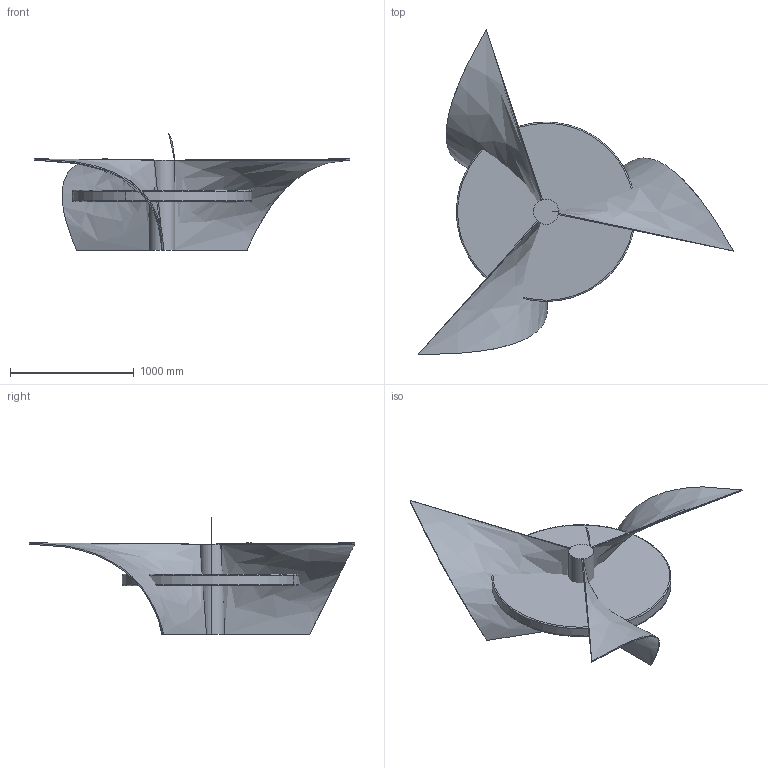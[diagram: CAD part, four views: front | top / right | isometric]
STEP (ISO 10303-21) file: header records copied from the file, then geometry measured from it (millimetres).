
FILE_DESCRIPTION(/* description */ (''),/* implementation_level */ '2;1');
FILE_NAME(/* name */ 'PropellerBench',/* time_stamp */ '2015-05-06T23:26:05-07:00',/* author */ (''),/* organization */ (''),/* preprocessor_version */ 'ST-DEVELOPER v15',/* originating_system */ '',/* authorisation */ '');
FILE_SCHEMA (('AUTOMOTIVE_DESIGN'));
Length unit declared in the file: centimetre
Products named in the file (1): Document
Bounding box: 2556.56 x 2633.36 x 944.03 mm (x, y, z)
Volume: 204915847.7 mm3; surface area: 10055686.7 mm2
Topology: 5 solids, 6 shells, 31 faces, 59 edges, 38 vertices
Faces by surface type: bspline 27, plane 4
Entity records: 2578 total; most frequent: CARTESIAN_POINT 2157, ORIENTED_EDGE 116, EDGE_CURVE 59, B_SPLINE_CURVE_WITH_KNOTS 39, VERTEX_POINT 38, ADVANCED_FACE 31, FACE_OUTER_BOUND 31, EDGE_LOOP 31
